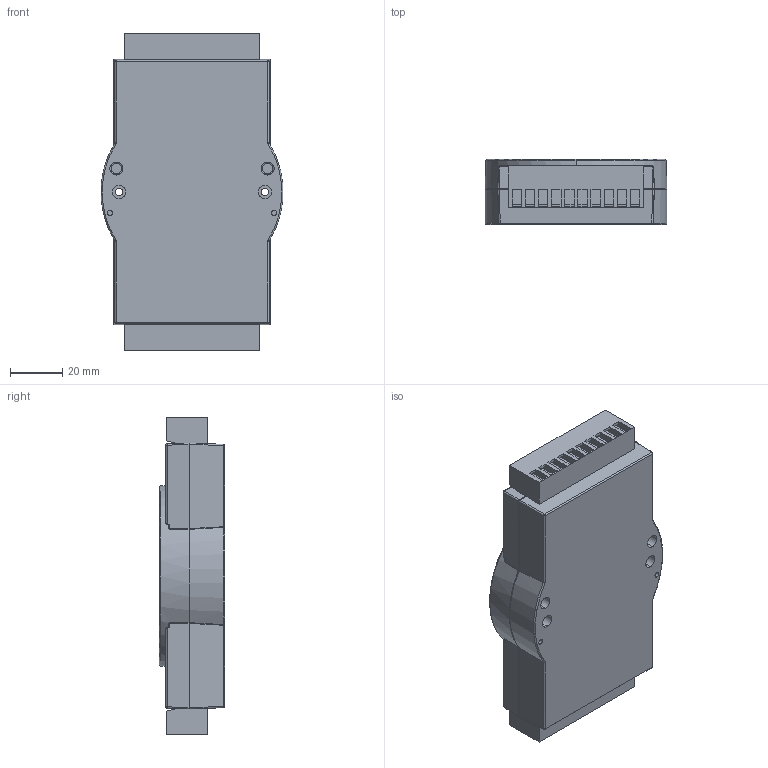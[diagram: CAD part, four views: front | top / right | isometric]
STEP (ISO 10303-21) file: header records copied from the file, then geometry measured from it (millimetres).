
FILE_DESCRIPTION (( 'STEP AP203' ), '1' );
FILE_NAME ('ADAM-4060.STEP', '2007-01-14T22:05:34', ( 'Anderson Professional Modeling' ), ( 'Anderson Professional Modeling' ), 'SwSTEP 2.0', 'SolidWorks 2007', '' );
FILE_SCHEMA (( 'CONFIG_CONTROL_DESIGN' ));
Products named in the file (1): ADAM-4060
Bounding box: 69.79 x 25 x 122 mm (x, y, z)
Volume: 163145.8 mm3; surface area: 32858.5 mm2
Topology: 1 solids, 1 shells, 1660 faces, 4371 edges, 2869 vertices
Faces by surface type: plane 1068, bspline 360, cylinder 157, torus 62, sphere 8, cone 5
Entity records: 71347 total; most frequent: CARTESIAN_POINT 32337, ORIENTED_EDGE 8710, DIRECTION 6718, EDGE_CURVE 4355, VECTOR 3078, LINE 3078, VERTEX_POINT 2869, EDGE_LOOP 1876
